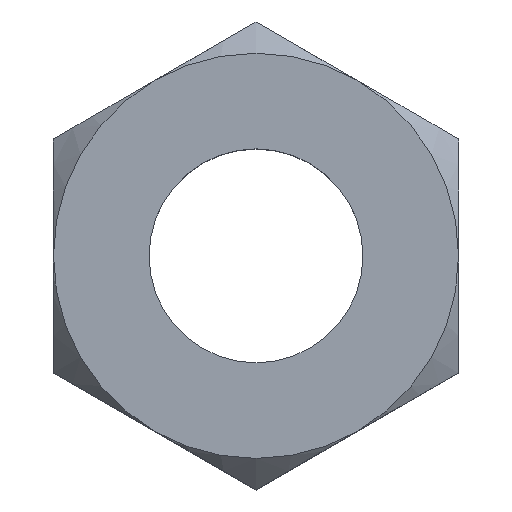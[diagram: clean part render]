
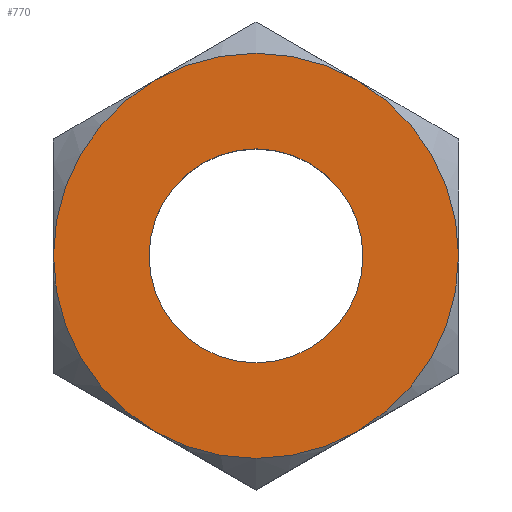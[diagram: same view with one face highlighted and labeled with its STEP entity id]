
A CAD part, top view. The second image highlights one B-rep face of the part: STEP entity #770.
In plain terms, the highlighted planar face has unit normal (0, 0, 1).
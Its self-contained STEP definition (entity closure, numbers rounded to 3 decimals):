
#22 = VERTEX_POINT('',#23);
#23 = CARTESIAN_POINT('',(-2.381,0.,1.588));
#50 = CONICAL_SURFACE('',#51,2.381,0.785);
#51 = AXIS2_PLACEMENT_3D('',#52,#53,#54);
#52 = CARTESIAN_POINT('',(0.,0.,1.588));
#53 = DIRECTION('',(0.,-0.,-1.));
#54 = DIRECTION('',(1.,0.,0.));
#192 = CONICAL_SURFACE('',#193,2.381,0.785);
#193 = AXIS2_PLACEMENT_3D('',#194,#195,#196);
#194 = CARTESIAN_POINT('',(0.,0.,1.588));
#195 = DIRECTION('',(0.,-0.,-1.));
#196 = DIRECTION('',(1.,0.,0.));
#260 = VERTEX_POINT('',#261);
#261 = CARTESIAN_POINT('',(-1.191,-2.062,1.588));
#285 = CONICAL_SURFACE('',#286,2.381,0.785);
#286 = AXIS2_PLACEMENT_3D('',#287,#288,#289);
#287 = CARTESIAN_POINT('',(0.,0.,1.588));
#288 = DIRECTION('',(0.,-0.,-1.));
#289 = DIRECTION('',(1.,0.,0.));
#394 = VERTEX_POINT('',#395);
#395 = CARTESIAN_POINT('',(1.191,-2.062,1.588));
#520 = CONICAL_SURFACE('',#521,2.381,0.785);
#521 = AXIS2_PLACEMENT_3D('',#522,#523,#524);
#522 = CARTESIAN_POINT('',(0.,0.,1.588));
#523 = DIRECTION('',(0.,-0.,-1.));
#524 = DIRECTION('',(1.,0.,0.));
#557 = EDGE_CURVE('',#22,#260,#558,.T.);
#558 = SURFACE_CURVE('',#559,(#564,#571),.PCURVE_S1.);
#559 = CIRCLE('',#560,2.381);
#560 = AXIS2_PLACEMENT_3D('',#561,#562,#563);
#561 = CARTESIAN_POINT('',(0.,0.,1.588));
#562 = DIRECTION('',(0.,0.,1.));
#563 = DIRECTION('',(1.,0.,-0.));
#564 = PCURVE('',#192,#565);
#565 = DEFINITIONAL_REPRESENTATION('',(#566),#570);
#566 = LINE('',#567,#568);
#567 = CARTESIAN_POINT('',(6.283,0.));
#568 = VECTOR('',#569,1.);
#569 = DIRECTION('',(-1.,0.));
#570 = ( GEOMETRIC_REPRESENTATION_CONTEXT(2) 
PARAMETRIC_REPRESENTATION_CONTEXT() REPRESENTATION_CONTEXT('2D SPACE',''
  ) );
#571 = PCURVE('',#572,#577);
#572 = PLANE('',#573);
#573 = AXIS2_PLACEMENT_3D('',#574,#575,#576);
#574 = CARTESIAN_POINT('',(2.381,4.124,1.588));
#575 = DIRECTION('',(0.,0.,1.));
#576 = DIRECTION('',(1.,0.,-0.));
#577 = DEFINITIONAL_REPRESENTATION('',(#578),#582);
#578 = CIRCLE('',#579,2.381);
#579 = AXIS2_PLACEMENT_2D('',#580,#581);
#580 = CARTESIAN_POINT('',(-2.381,-4.124));
#581 = DIRECTION('',(1.,0.));
#582 = ( GEOMETRIC_REPRESENTATION_CONTEXT(2) 
PARAMETRIC_REPRESENTATION_CONTEXT() REPRESENTATION_CONTEXT('2D SPACE',''
  ) );
#590 = VERTEX_POINT('',#591);
#591 = CARTESIAN_POINT('',(-1.191,2.062,1.588));
#641 = EDGE_CURVE('',#590,#22,#642,.T.);
#642 = SURFACE_CURVE('',#643,(#648,#655),.PCURVE_S1.);
#643 = CIRCLE('',#644,2.381);
#644 = AXIS2_PLACEMENT_3D('',#645,#646,#647);
#645 = CARTESIAN_POINT('',(0.,0.,1.588));
#646 = DIRECTION('',(0.,0.,1.));
#647 = DIRECTION('',(1.,0.,-0.));
#648 = PCURVE('',#50,#649);
#649 = DEFINITIONAL_REPRESENTATION('',(#650),#654);
#650 = LINE('',#651,#652);
#651 = CARTESIAN_POINT('',(6.283,0.));
#652 = VECTOR('',#653,1.);
#653 = DIRECTION('',(-1.,0.));
#654 = ( GEOMETRIC_REPRESENTATION_CONTEXT(2) 
PARAMETRIC_REPRESENTATION_CONTEXT() REPRESENTATION_CONTEXT('2D SPACE',''
  ) );
#655 = PCURVE('',#572,#656);
#656 = DEFINITIONAL_REPRESENTATION('',(#657),#661);
#657 = CIRCLE('',#658,2.381);
#658 = AXIS2_PLACEMENT_2D('',#659,#660);
#659 = CARTESIAN_POINT('',(-2.381,-4.124));
#660 = DIRECTION('',(1.,0.));
#661 = ( GEOMETRIC_REPRESENTATION_CONTEXT(2) 
PARAMETRIC_REPRESENTATION_CONTEXT() REPRESENTATION_CONTEXT('2D SPACE',''
  ) );
#668 = EDGE_CURVE('',#260,#394,#669,.T.);
#669 = SURFACE_CURVE('',#670,(#675,#682),.PCURVE_S1.);
#670 = CIRCLE('',#671,2.381);
#671 = AXIS2_PLACEMENT_3D('',#672,#673,#674);
#672 = CARTESIAN_POINT('',(0.,0.,1.588));
#673 = DIRECTION('',(0.,0.,1.));
#674 = DIRECTION('',(1.,0.,-0.));
#675 = PCURVE('',#285,#676);
#676 = DEFINITIONAL_REPRESENTATION('',(#677),#681);
#677 = LINE('',#678,#679);
#678 = CARTESIAN_POINT('',(6.283,0.));
#679 = VECTOR('',#680,1.);
#680 = DIRECTION('',(-1.,0.));
#681 = ( GEOMETRIC_REPRESENTATION_CONTEXT(2) 
PARAMETRIC_REPRESENTATION_CONTEXT() REPRESENTATION_CONTEXT('2D SPACE',''
  ) );
#682 = PCURVE('',#572,#683);
#683 = DEFINITIONAL_REPRESENTATION('',(#684),#688);
#684 = CIRCLE('',#685,2.381);
#685 = AXIS2_PLACEMENT_2D('',#686,#687);
#686 = CARTESIAN_POINT('',(-2.381,-4.124));
#687 = DIRECTION('',(1.,0.));
#688 = ( GEOMETRIC_REPRESENTATION_CONTEXT(2) 
PARAMETRIC_REPRESENTATION_CONTEXT() REPRESENTATION_CONTEXT('2D SPACE',''
  ) );
#693 = EDGE_CURVE('',#394,#694,#696,.T.);
#694 = VERTEX_POINT('',#695);
#695 = CARTESIAN_POINT('',(2.381,0.,1.588));
#696 = SURFACE_CURVE('',#697,(#702,#709),.PCURVE_S1.);
#697 = CIRCLE('',#698,2.381);
#698 = AXIS2_PLACEMENT_3D('',#699,#700,#701);
#699 = CARTESIAN_POINT('',(0.,0.,1.588));
#700 = DIRECTION('',(0.,0.,1.));
#701 = DIRECTION('',(1.,0.,-0.));
#702 = PCURVE('',#520,#703);
#703 = DEFINITIONAL_REPRESENTATION('',(#704),#708);
#704 = LINE('',#705,#706);
#705 = CARTESIAN_POINT('',(6.283,0.));
#706 = VECTOR('',#707,1.);
#707 = DIRECTION('',(-1.,0.));
#708 = ( GEOMETRIC_REPRESENTATION_CONTEXT(2) 
PARAMETRIC_REPRESENTATION_CONTEXT() REPRESENTATION_CONTEXT('2D SPACE',''
  ) );
#709 = PCURVE('',#572,#710);
#710 = DEFINITIONAL_REPRESENTATION('',(#711),#715);
#711 = CIRCLE('',#712,2.381);
#712 = AXIS2_PLACEMENT_2D('',#713,#714);
#713 = CARTESIAN_POINT('',(-2.381,-4.124));
#714 = DIRECTION('',(1.,0.));
#715 = ( GEOMETRIC_REPRESENTATION_CONTEXT(2) 
PARAMETRIC_REPRESENTATION_CONTEXT() REPRESENTATION_CONTEXT('2D SPACE',''
  ) );
#770 = ADVANCED_FACE('',(#771,#833),#572,.T.);
#771 = FACE_BOUND('',#772,.T.);
#772 = EDGE_LOOP('',(#773,#774,#803,#830,#831,#832));
#773 = ORIENTED_EDGE('',*,*,#693,.T.);
#774 = ORIENTED_EDGE('',*,*,#775,.T.);
#775 = EDGE_CURVE('',#694,#776,#778,.T.);
#776 = VERTEX_POINT('',#777);
#777 = CARTESIAN_POINT('',(1.191,2.062,1.588));
#778 = SURFACE_CURVE('',#779,(#784,#791),.PCURVE_S1.);
#779 = CIRCLE('',#780,2.381);
#780 = AXIS2_PLACEMENT_3D('',#781,#782,#783);
#781 = CARTESIAN_POINT('',(0.,0.,1.588));
#782 = DIRECTION('',(0.,0.,1.));
#783 = DIRECTION('',(1.,0.,-0.));
#784 = PCURVE('',#572,#785);
#785 = DEFINITIONAL_REPRESENTATION('',(#786),#790);
#786 = CIRCLE('',#787,2.381);
#787 = AXIS2_PLACEMENT_2D('',#788,#789);
#788 = CARTESIAN_POINT('',(-2.381,-4.124));
#789 = DIRECTION('',(1.,0.));
#790 = ( GEOMETRIC_REPRESENTATION_CONTEXT(2) 
PARAMETRIC_REPRESENTATION_CONTEXT() REPRESENTATION_CONTEXT('2D SPACE',''
  ) );
#791 = PCURVE('',#792,#797);
#792 = CONICAL_SURFACE('',#793,2.381,0.785);
#793 = AXIS2_PLACEMENT_3D('',#794,#795,#796);
#794 = CARTESIAN_POINT('',(0.,0.,1.588));
#795 = DIRECTION('',(0.,-0.,-1.));
#796 = DIRECTION('',(1.,0.,0.));
#797 = DEFINITIONAL_REPRESENTATION('',(#798),#802);
#798 = LINE('',#799,#800);
#799 = CARTESIAN_POINT('',(6.283,0.));
#800 = VECTOR('',#801,1.);
#801 = DIRECTION('',(-1.,0.));
#802 = ( GEOMETRIC_REPRESENTATION_CONTEXT(2) 
PARAMETRIC_REPRESENTATION_CONTEXT() REPRESENTATION_CONTEXT('2D SPACE',''
  ) );
#803 = ORIENTED_EDGE('',*,*,#804,.T.);
#804 = EDGE_CURVE('',#776,#590,#805,.T.);
#805 = SURFACE_CURVE('',#806,(#811,#818),.PCURVE_S1.);
#806 = CIRCLE('',#807,2.381);
#807 = AXIS2_PLACEMENT_3D('',#808,#809,#810);
#808 = CARTESIAN_POINT('',(0.,0.,1.588));
#809 = DIRECTION('',(0.,0.,1.));
#810 = DIRECTION('',(1.,0.,-0.));
#811 = PCURVE('',#572,#812);
#812 = DEFINITIONAL_REPRESENTATION('',(#813),#817);
#813 = CIRCLE('',#814,2.381);
#814 = AXIS2_PLACEMENT_2D('',#815,#816);
#815 = CARTESIAN_POINT('',(-2.381,-4.124));
#816 = DIRECTION('',(1.,0.));
#817 = ( GEOMETRIC_REPRESENTATION_CONTEXT(2) 
PARAMETRIC_REPRESENTATION_CONTEXT() REPRESENTATION_CONTEXT('2D SPACE',''
  ) );
#818 = PCURVE('',#819,#824);
#819 = CONICAL_SURFACE('',#820,2.381,0.785);
#820 = AXIS2_PLACEMENT_3D('',#821,#822,#823);
#821 = CARTESIAN_POINT('',(0.,0.,1.588));
#822 = DIRECTION('',(0.,-0.,-1.));
#823 = DIRECTION('',(1.,0.,0.));
#824 = DEFINITIONAL_REPRESENTATION('',(#825),#829);
#825 = LINE('',#826,#827);
#826 = CARTESIAN_POINT('',(6.283,0.));
#827 = VECTOR('',#828,1.);
#828 = DIRECTION('',(-1.,0.));
#829 = ( GEOMETRIC_REPRESENTATION_CONTEXT(2) 
PARAMETRIC_REPRESENTATION_CONTEXT() REPRESENTATION_CONTEXT('2D SPACE',''
  ) );
#830 = ORIENTED_EDGE('',*,*,#641,.T.);
#831 = ORIENTED_EDGE('',*,*,#557,.T.);
#832 = ORIENTED_EDGE('',*,*,#668,.T.);
#833 = FACE_BOUND('',#834,.T.);
#834 = EDGE_LOOP('',(#835));
#835 = ORIENTED_EDGE('',*,*,#836,.F.);
#836 = EDGE_CURVE('',#837,#837,#839,.T.);
#837 = VERTEX_POINT('',#838);
#838 = CARTESIAN_POINT('',(1.257,0.,1.588));
#839 = SURFACE_CURVE('',#840,(#845,#852),.PCURVE_S1.);
#840 = CIRCLE('',#841,1.257);
#841 = AXIS2_PLACEMENT_3D('',#842,#843,#844);
#842 = CARTESIAN_POINT('',(0.,0.,1.588));
#843 = DIRECTION('',(0.,0.,1.));
#844 = DIRECTION('',(1.,0.,-0.));
#845 = PCURVE('',#572,#846);
#846 = DEFINITIONAL_REPRESENTATION('',(#847),#851);
#847 = CIRCLE('',#848,1.257);
#848 = AXIS2_PLACEMENT_2D('',#849,#850);
#849 = CARTESIAN_POINT('',(-2.381,-4.124));
#850 = DIRECTION('',(1.,0.));
#851 = ( GEOMETRIC_REPRESENTATION_CONTEXT(2) 
PARAMETRIC_REPRESENTATION_CONTEXT() REPRESENTATION_CONTEXT('2D SPACE',''
  ) );
#852 = PCURVE('',#853,#858);
#853 = CYLINDRICAL_SURFACE('',#854,1.257);
#854 = AXIS2_PLACEMENT_3D('',#855,#856,#857);
#855 = CARTESIAN_POINT('',(0.,0.,1.588));
#856 = DIRECTION('',(-0.,-0.,1.));
#857 = DIRECTION('',(-1.,0.,0.));
#858 = DEFINITIONAL_REPRESENTATION('',(#859),#863);
#859 = LINE('',#860,#861);
#860 = CARTESIAN_POINT('',(3.142,0.));
#861 = VECTOR('',#862,1.);
#862 = DIRECTION('',(1.,0.));
#863 = ( GEOMETRIC_REPRESENTATION_CONTEXT(2) 
PARAMETRIC_REPRESENTATION_CONTEXT() REPRESENTATION_CONTEXT('2D SPACE',''
  ) );
